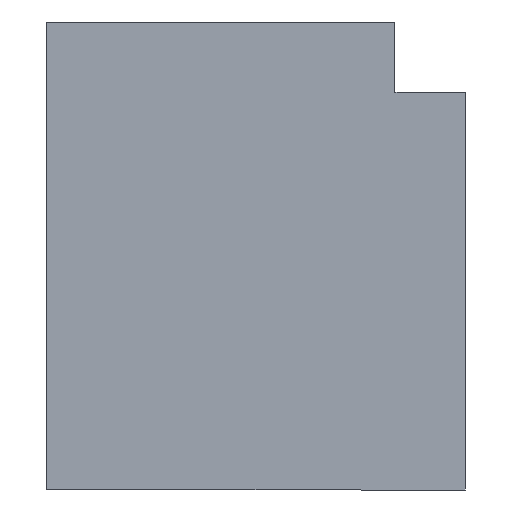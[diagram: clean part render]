
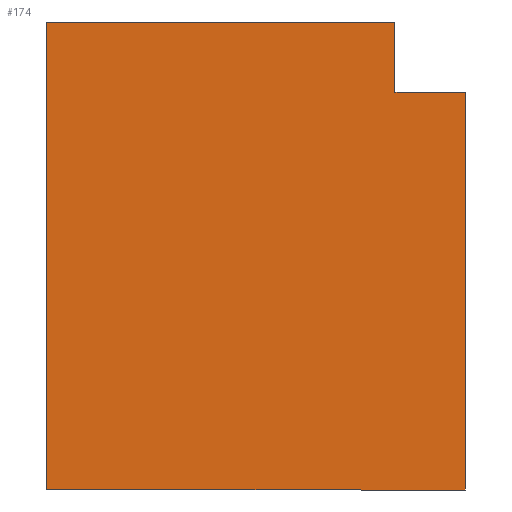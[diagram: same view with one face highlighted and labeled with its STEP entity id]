
A CAD part, front view. The second image highlights one B-rep face of the part: STEP entity #174.
In plain terms, the highlighted planar face has unit normal (0, -1, 0).
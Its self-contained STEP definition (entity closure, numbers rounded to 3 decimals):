
#1 = CARTESIAN_POINT ( 'NONE',  ( 29.75, 0., -5. ) ) ;
#2 = PLANE ( 'NONE',  #145 ) ;
#4 = DIRECTION ( 'NONE',  ( -1., 0., 0. ) ) ;
#5 = DIRECTION ( 'NONE',  ( 0., 0., 1. ) ) ;
#8 = DIRECTION ( 'NONE',  ( -1., 0., 0. ) ) ;
#10 = ORIENTED_EDGE ( 'NONE', *, *, #155, .F. ) ;
#14 = ORIENTED_EDGE ( 'NONE', *, *, #71, .T. ) ;
#21 = CARTESIAN_POINT ( 'NONE',  ( 24.75, 0., 0. ) ) ;
#34 = VERTEX_POINT ( 'NONE', #1 ) ;
#49 = EDGE_CURVE ( 'NONE', #88, #141, #235, .T. ) ;
#54 = VECTOR ( 'NONE', #4, 1000. ) ;
#55 = VECTOR ( 'NONE', #243, 1000. ) ;
#56 = CARTESIAN_POINT ( 'NONE',  ( 0., 0., 0. ) ) ;
#57 = CARTESIAN_POINT ( 'NONE',  ( 0., 0., -5. ) ) ;
#68 = ORIENTED_EDGE ( 'NONE', *, *, #49, .F. ) ;
#71 = EDGE_CURVE ( 'NONE', #34, #253, #78, .T. ) ;
#73 = LINE ( 'NONE', #152, #86 ) ;
#76 = DIRECTION ( 'NONE',  ( 0., 0., 1. ) ) ;
#77 = CARTESIAN_POINT ( 'NONE',  ( 0., 0., 0. ) ) ;
#78 = LINE ( 'NONE', #57, #54 ) ;
#84 = EDGE_CURVE ( 'NONE', #253, #141, #73, .T. ) ;
#86 = VECTOR ( 'NONE', #5, 1000. ) ;
#88 = VERTEX_POINT ( 'NONE', #77 ) ;
#90 = ORIENTED_EDGE ( 'NONE', *, *, #208, .F. ) ;
#95 = DIRECTION ( 'NONE',  ( 1., 0., 0. ) ) ;
#110 = FACE_OUTER_BOUND ( 'NONE', #250, .T. ) ;
#115 = LINE ( 'NONE', #194, #245 ) ;
#128 = VECTOR ( 'NONE', #95, 1000. ) ;
#130 = DIRECTION ( 'NONE',  ( 0., 1., 0. ) ) ;
#131 = CARTESIAN_POINT ( 'NONE',  ( 0., 0., 0. ) ) ;
#141 = VERTEX_POINT ( 'NONE', #21 ) ;
#145 = AXIS2_PLACEMENT_3D ( 'NONE', #56, #130, #76 ) ;
#152 = CARTESIAN_POINT ( 'NONE',  ( 24.75, 0., 0. ) ) ;
#153 = VECTOR ( 'NONE', #8, 1000. ) ;
#154 = CARTESIAN_POINT ( 'NONE',  ( 29.75, 0., -33.25 ) ) ;
#155 = EDGE_CURVE ( 'NONE', #192, #88, #115, .T. ) ;
#159 = CARTESIAN_POINT ( 'NONE',  ( 29.75, 0., 0. ) ) ;
#174 = ADVANCED_FACE ( 'NONE', ( #110 ), #2, .F. ) ;
#178 = DIRECTION ( 'NONE',  ( 0., 0., 1. ) ) ;
#179 = CARTESIAN_POINT ( 'NONE',  ( 29.75, 0., -33.25 ) ) ;
#183 = LINE ( 'NONE', #179, #153 ) ;
#185 = ORIENTED_EDGE ( 'NONE', *, *, #84, .T. ) ;
#190 = ORIENTED_EDGE ( 'NONE', *, *, #239, .F. ) ;
#191 = VERTEX_POINT ( 'NONE', #154 ) ;
#192 = VERTEX_POINT ( 'NONE', #244 ) ;
#194 = CARTESIAN_POINT ( 'NONE',  ( 0., 0., -33.25 ) ) ;
#201 = CARTESIAN_POINT ( 'NONE',  ( 24.75, 0., -5. ) ) ;
#208 = EDGE_CURVE ( 'NONE', #191, #192, #183, .T. ) ;
#233 = LINE ( 'NONE', #159, #55 ) ;
#235 = LINE ( 'NONE', #131, #128 ) ;
#239 = EDGE_CURVE ( 'NONE', #34, #191, #233, .T. ) ;
#243 = DIRECTION ( 'NONE',  ( 0., 0., -1. ) ) ;
#244 = CARTESIAN_POINT ( 'NONE',  ( 0., 0., -33.25 ) ) ;
#245 = VECTOR ( 'NONE', #178, 1000. ) ;
#250 = EDGE_LOOP ( 'NONE', ( #14, #185, #68, #10, #90, #190 ) ) ;
#253 = VERTEX_POINT ( 'NONE', #201 ) ;
